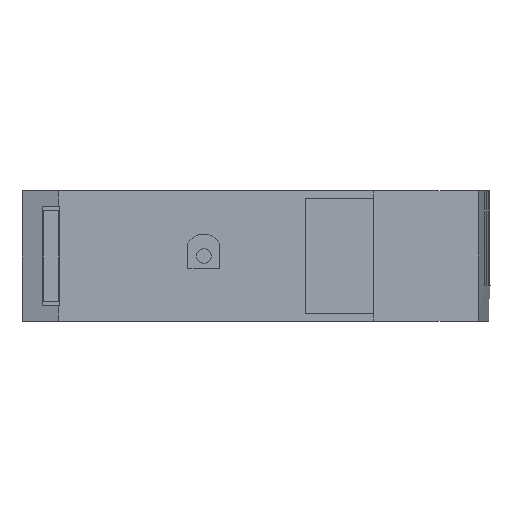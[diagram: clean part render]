
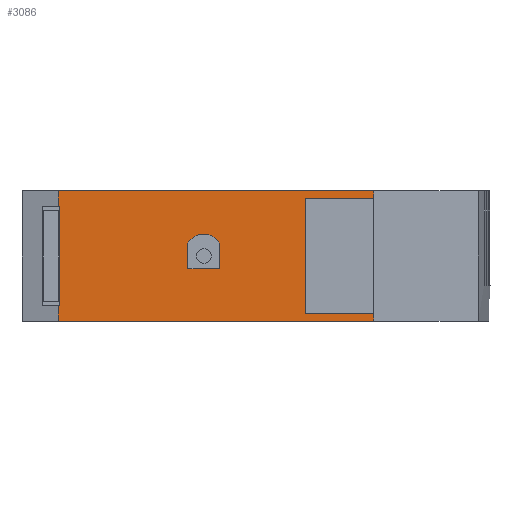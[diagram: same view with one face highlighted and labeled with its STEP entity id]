
A CAD part, front view. The second image highlights one B-rep face of the part: STEP entity #3086.
In plain terms, the highlighted planar face has unit normal (0, -1, 0).
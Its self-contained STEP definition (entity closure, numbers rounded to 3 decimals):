
#219=DIRECTION('',(-1.,0.,0.));
#220=VECTOR('',#219,42.6);
#221=CARTESIAN_POINT('',(573.711,2838.774,0.));
#222=LINE('',#221,#220);
#460=DIRECTION('',(1.,0.,0.));
#461=VECTOR('',#460,42.6);
#462=CARTESIAN_POINT('',(531.111,2838.774,17.6));
#463=LINE('',#462,#461);
#711=DIRECTION('',(1.,0.,0.));
#712=VECTOR('',#711,9.2);
#713=CARTESIAN_POINT('',(564.511,2838.774,1.));
#714=LINE('',#713,#712);
#718=DIRECTION('',(0.,0.,-1.));
#719=VECTOR('',#718,15.6);
#720=CARTESIAN_POINT('',(564.511,2838.774,16.6));
#721=LINE('',#720,#719);
#748=DIRECTION('',(-1.,0.,0.));
#749=VECTOR('',#748,9.2);
#750=CARTESIAN_POINT('',(573.711,2838.774,16.6));
#751=LINE('',#750,#749);
#769=DIRECTION('',(0.,0.,1.));
#770=VECTOR('',#769,1.);
#771=CARTESIAN_POINT('',(573.711,2838.774,16.6));
#772=LINE('',#771,#770);
#776=DIRECTION('',(0.,0.,1.));
#777=VECTOR('',#776,1.);
#778=CARTESIAN_POINT('',(573.711,2838.774,0.));
#779=LINE('',#778,#777);
#783=CARTESIAN_POINT('',(550.761,2838.774,9.224));
#784=DIRECTION('',(0.,1.,0.));
#785=DIRECTION('',(-0.851,0.,0.525));
#786=AXIS2_PLACEMENT_3D('',#783,#784,#785);
#805=DIRECTION('',(1.,0.,0.));
#806=VECTOR('',#805,0.102);
#807=CARTESIAN_POINT('',(531.111,2838.774,2.079));
#808=LINE('',#807,#806);
#812=DIRECTION('',(0.,0.,1.));
#813=VECTOR('',#812,2.079);
#814=CARTESIAN_POINT('',(531.111,2838.774,0.));
#815=LINE('',#814,#813);
#819=DIRECTION('',(0.,0.,1.));
#820=VECTOR('',#819,2.079);
#821=CARTESIAN_POINT('',(531.111,2838.774,15.521));
#822=LINE('',#821,#820);
#840=DIRECTION('',(-1.,0.,0.));
#841=VECTOR('',#840,0.102);
#842=CARTESIAN_POINT('',(531.214,2838.774,15.521));
#843=LINE('',#842,#841);
#854=DIRECTION('',(0.,0.,1.));
#855=VECTOR('',#854,13.442);
#856=CARTESIAN_POINT('',(531.214,2838.774,2.079));
#857=LINE('',#856,#855);
#910=DIRECTION('',(0.,0.,1.));
#911=VECTOR('',#910,3.5);
#912=CARTESIAN_POINT('',(552.911,2838.774,7.05));
#913=LINE('',#912,#911);
#969=DIRECTION('',(1.,0.,0.));
#970=VECTOR('',#969,4.3);
#971=CARTESIAN_POINT('',(548.611,2838.774,7.05));
#972=LINE('',#971,#970);
#983=DIRECTION('',(0.,0.,-1.));
#984=VECTOR('',#983,3.5);
#985=CARTESIAN_POINT('',(548.611,2838.774,10.55));
#986=LINE('',#985,#984);
#2084=CARTESIAN_POINT('',(531.111,2838.774,15.521));
#2085=VERTEX_POINT('',#2084);
#2088=CARTESIAN_POINT('',(531.214,2838.774,15.521));
#2089=VERTEX_POINT('',#2088);
#2090=CARTESIAN_POINT('',(531.214,2838.774,2.079));
#2091=VERTEX_POINT('',#2090);
#2094=CARTESIAN_POINT('',(531.111,2838.774,2.079));
#2095=VERTEX_POINT('',#2094);
#2096=CARTESIAN_POINT('',(531.111,2838.774,17.6));
#2097=VERTEX_POINT('',#2096);
#2102=CARTESIAN_POINT('',(531.111,2838.774,
0.));
#2103=VERTEX_POINT('',#2102);
#2115=CARTESIAN_POINT('',(552.911,2838.774,7.05));
#2116=VERTEX_POINT('',#2115);
#2117=CARTESIAN_POINT('',(552.911,2838.774,10.55));
#2118=VERTEX_POINT('',#2117);
#2119=CARTESIAN_POINT('',(548.611,2838.774,7.05));
#2120=VERTEX_POINT('',#2119);
#2121=CARTESIAN_POINT('',(548.611,2838.774,10.55));
#2122=VERTEX_POINT('',#2121);
#2294=CARTESIAN_POINT('',(564.511,2838.774,16.6));
#2296=VERTEX_POINT('',#2294);
#2300=CARTESIAN_POINT('',(573.711,2838.774,16.6));
#2301=VERTEX_POINT('',#2300);
#2303=CARTESIAN_POINT('',(564.511,2838.774,1.));
#2305=VERTEX_POINT('',#2303);
#2306=CARTESIAN_POINT('',(573.711,2838.774,1.));
#2307=VERTEX_POINT('',#2306);
#2310=CARTESIAN_POINT('',(573.711,2838.774,
0.));
#2311=VERTEX_POINT('',#2310);
#2312=CARTESIAN_POINT('',(573.711,2838.774,17.6));
#2313=VERTEX_POINT('',#2312);
#3052=CARTESIAN_POINT('',(552.411,2838.774,17.6));
#3053=DIRECTION('',(0.,-1.,0.));
#3054=DIRECTION('',(-1.,0.,0.));
#3055=AXIS2_PLACEMENT_3D('',#3052,#3053,#3054);
#3056=PLANE('',#3055);
#3058=ORIENTED_EDGE('',*,*,#3057,.T.);
#3060=ORIENTED_EDGE('',*,*,#3059,.T.);
#3062=ORIENTED_EDGE('',*,*,#3061,.T.);
#3064=ORIENTED_EDGE('',*,*,#3063,.T.);
#3065=ORIENTED_EDGE('',*,*,#2803,.T.);
#3066=ORIENTED_EDGE('',*,*,#2964,.F.);
#3067=ORIENTED_EDGE('',*,*,#3037,.T.);
#3068=ORIENTED_EDGE('',*,*,#3013,.T.);
#3069=ORIENTED_EDGE('',*,*,#2991,.T.);
#3070=ORIENTED_EDGE('',*,*,#2969,.F.);
#3071=ORIENTED_EDGE('',*,*,#2608,.T.);
#3073=ORIENTED_EDGE('',*,*,#3072,.T.);
#3074=EDGE_LOOP('',(#3058,#3060,#3062,#3064,#3065,#3066,#3067,#3068,#3069,#3070,
#3071,#3073));
#3075=FACE_OUTER_BOUND('',#3074,.F.);
#3077=ORIENTED_EDGE('',*,*,#3076,.T.);
#3079=ORIENTED_EDGE('',*,*,#3078,.F.);
#3081=ORIENTED_EDGE('',*,*,#3080,.T.);
#3083=ORIENTED_EDGE('',*,*,#3082,.T.);
#3084=EDGE_LOOP('',(#3077,#3079,#3081,#3083));
#3085=FACE_BOUND('',#3084,.F.);
#787=CIRCLE('',#786,2.526);
#2608=EDGE_CURVE('',#2311,#2103,#222,.T.);
#2803=EDGE_CURVE('',#2097,#2313,#463,.T.);
#2964=EDGE_CURVE('',#2301,#2313,#772,.T.);
#2969=EDGE_CURVE('',#2311,#2307,#779,.T.);
#2991=EDGE_CURVE('',#2305,#2307,#714,.T.);
#3013=EDGE_CURVE('',#2296,#2305,#721,.T.);
#3037=EDGE_CURVE('',#2301,#2296,#751,.T.);
#3057=EDGE_CURVE('',#2095,#2091,#808,.T.);
#3059=EDGE_CURVE('',#2091,#2089,#857,.T.);
#3061=EDGE_CURVE('',#2089,#2085,#843,.T.);
#3063=EDGE_CURVE('',#2085,#2097,#822,.T.);
#3072=EDGE_CURVE('',#2103,#2095,#815,.T.);
#3076=EDGE_CURVE('',#2116,#2118,#913,.T.);
#3078=EDGE_CURVE('',#2122,#2118,#787,.T.);
#3080=EDGE_CURVE('',#2122,#2120,#986,.T.);
#3082=EDGE_CURVE('',#2120,#2116,#972,.T.);
#3086=ADVANCED_FACE('',(#3075,#3085),#3056,.T.);
